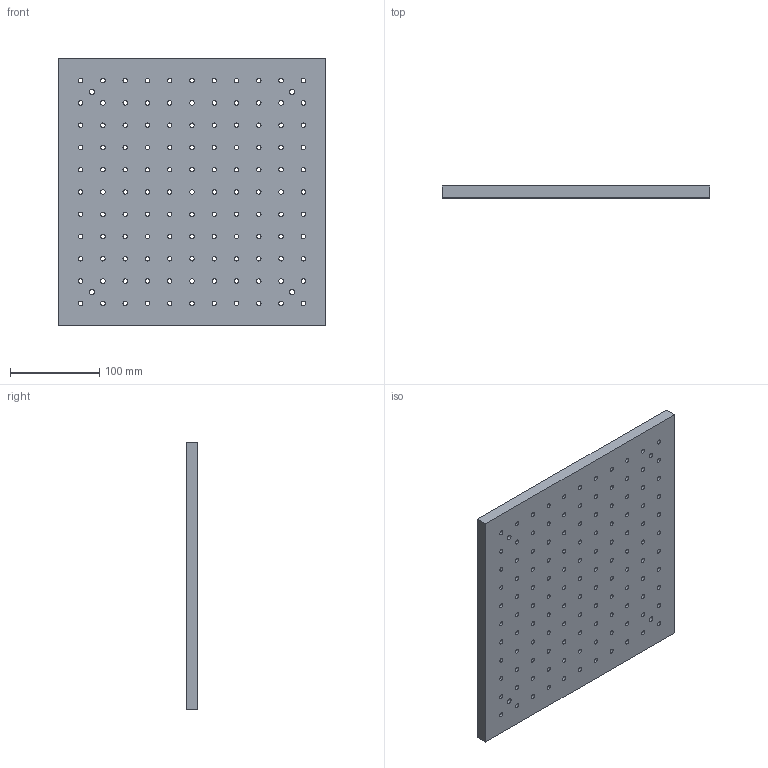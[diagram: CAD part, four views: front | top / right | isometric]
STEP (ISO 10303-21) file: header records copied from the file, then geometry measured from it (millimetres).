
FILE_DESCRIPTION (( 'STEP AP203' ), '1' );
FILE_NAME ('516002.STEP', '2025-04-28T06:42:05', ( 'Windows User' ), ( 'P R C' ), 'SwSTEP 2.0', 'SolidWorks 2020', '' );
FILE_SCHEMA (( 'CONFIG_CONTROL_DESIGN' ));
Length unit declared in the file: millimetre
Products named in the file (1): 516002
Bounding box: 300 x 13 x 300 mm (x, y, z)
Volume: 1135956.4 mm3; surface area: 216717.8 mm2
Topology: 1 solids, 1 shells, 139 faces, 399 edges, 266 vertices
Faces by surface type: cylinder 129, plane 10
Full cylindrical faces by diameter (mm): 5 x121, 5.8 x4, 11 x4
Entity records: 4643 total; most frequent: DIRECTION 808, CARTESIAN_POINT 676, ORIENTED_EDGE 540, EDGE_LOOP 522, AXIS2_PLACEMENT_3D 398, EDGE_CURVE 270, FACE_OUTER_BOUND 268, VERTEX_POINT 266
